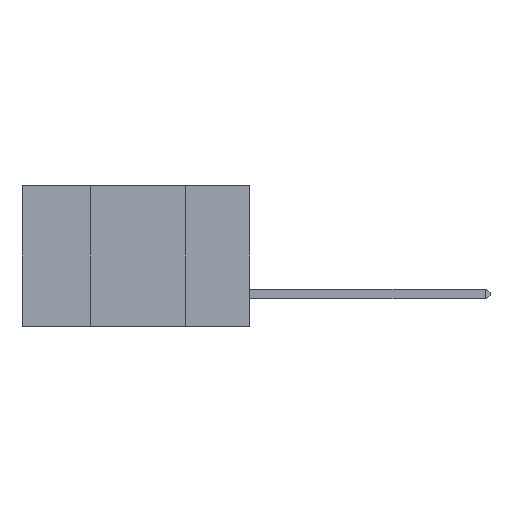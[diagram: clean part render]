
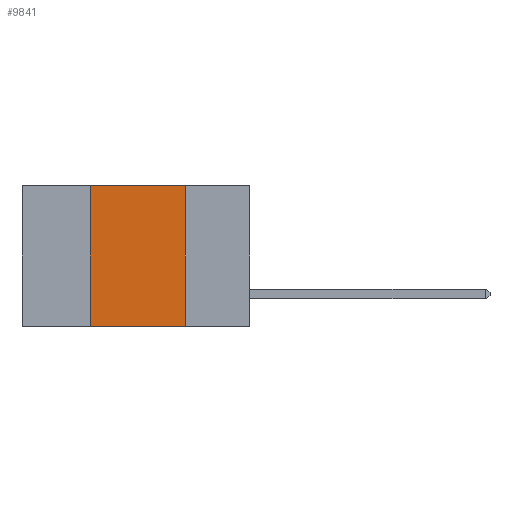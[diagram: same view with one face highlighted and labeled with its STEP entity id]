
A CAD part, left-side view. The second image highlights one B-rep face of the part: STEP entity #9841.
In plain terms, the highlighted planar face has unit normal (-1, 0, 0).
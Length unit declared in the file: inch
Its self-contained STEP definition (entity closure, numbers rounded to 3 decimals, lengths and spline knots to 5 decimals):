
#55 = DIRECTION ( 'NONE',  ( 0., 0., 1. ) ) ;
#641 = DIRECTION ( 'NONE',  ( 0., -1., 0. ) ) ;
#670 = EDGE_CURVE ( 'NONE', #24663, #8028, #17287, .T. ) ;
#673 = CARTESIAN_POINT ( 'NONE',  ( 0., 0.6, -0.37 ) ) ;
#3025 = DIRECTION ( 'NONE',  ( 1., 0., 0. ) ) ;
#6363 = LINE ( 'NONE', #30590, #31798 ) ;
#6603 = ORIENTED_EDGE ( 'NONE', *, *, #14038, .F. ) ;
#7984 = VECTOR ( 'NONE', #8293, 39.37008 ) ;
#8028 = VERTEX_POINT ( 'NONE', #26339 ) ;
#8293 = DIRECTION ( 'NONE',  ( 0., -1., 0. ) ) ;
#8353 = CARTESIAN_POINT ( 'NONE',  ( 0., 0.17, 0. ) ) ;
#9841 = ADVANCED_FACE ( 'NONE', ( #31110 ), #13365, .F. ) ;
#10439 = VECTOR ( 'NONE', #641, 39.37008 ) ;
#10739 = LINE ( 'NONE', #8353, #23499 ) ;
#11070 = EDGE_CURVE ( 'NONE', #24663, #30296, #6363, .T. ) ;
#12820 = EDGE_CURVE ( 'NONE', #29495, #8028, #10739, .T. ) ;
#13365 = PLANE ( 'NONE',  #15716 ) ;
#13532 = DIRECTION ( 'NONE',  ( 0., 0., -1. ) ) ;
#14038 = EDGE_CURVE ( 'NONE', #30296, #29495, #22381, .T. ) ;
#15716 = AXIS2_PLACEMENT_3D ( 'NONE', #18514, #3025, #21054 ) ;
#16254 = ORIENTED_EDGE ( 'NONE', *, *, #11070, .F. ) ;
#17287 = LINE ( 'NONE', #673, #10439 ) ;
#17358 = CARTESIAN_POINT ( 'NONE',  ( 0., 0.17, 0. ) ) ;
#18514 = CARTESIAN_POINT ( 'NONE',  ( 0., 0.6, 0. ) ) ;
#21054 = DIRECTION ( 'NONE',  ( 0., 0., -1. ) ) ;
#21130 = CARTESIAN_POINT ( 'NONE',  ( 0., 0.42, -0.37 ) ) ;
#22381 = LINE ( 'NONE', #26081, #7984 ) ;
#23499 = VECTOR ( 'NONE', #13532, 39.37008 ) ;
#24663 = VERTEX_POINT ( 'NONE', #21130 ) ;
#25652 = CARTESIAN_POINT ( 'NONE',  ( 0., 0.42, 0. ) ) ;
#26081 = CARTESIAN_POINT ( 'NONE',  ( 0., 0.6, 0. ) ) ;
#26339 = CARTESIAN_POINT ( 'NONE',  ( 0., 0.17, -0.37 ) ) ;
#28926 = ORIENTED_EDGE ( 'NONE', *, *, #12820, .F. ) ;
#29495 = VERTEX_POINT ( 'NONE', #17358 ) ;
#30296 = VERTEX_POINT ( 'NONE', #25652 ) ;
#30503 = ORIENTED_EDGE ( 'NONE', *, *, #670, .T. ) ;
#30590 = CARTESIAN_POINT ( 'NONE',  ( 0., 0.42, 0. ) ) ;
#31110 = FACE_OUTER_BOUND ( 'NONE', #31166, .T. ) ;
#31166 = EDGE_LOOP ( 'NONE', ( #28926, #6603, #16254, #30503 ) ) ;
#31798 = VECTOR ( 'NONE', #55, 39.37008 ) ;
